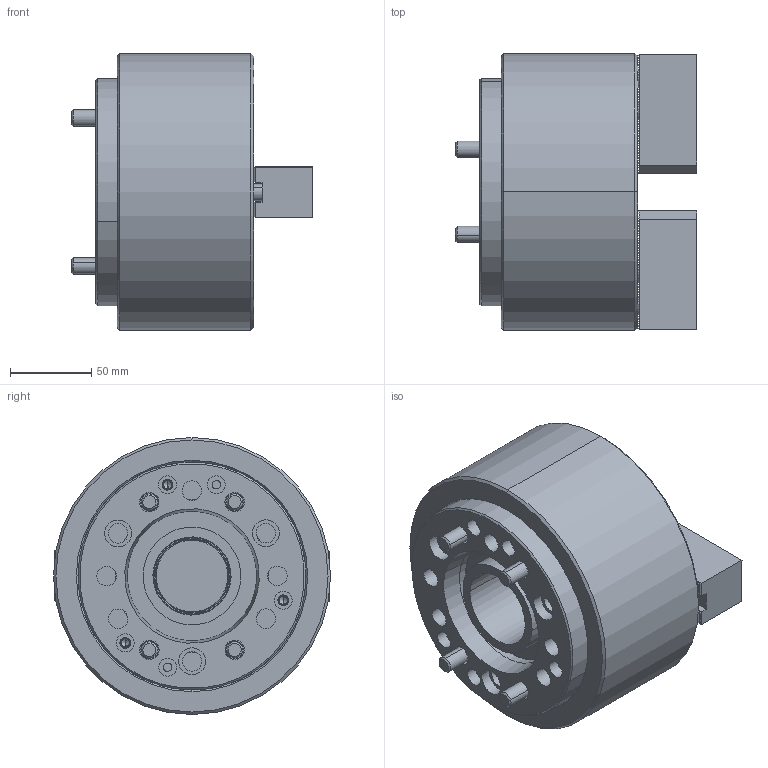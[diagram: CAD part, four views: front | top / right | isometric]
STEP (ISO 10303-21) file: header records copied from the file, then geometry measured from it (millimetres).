
FILE_DESCRIPTION (( 'STEP AP203' ), '1' );
FILE_NAME ('CF-2L-206A5.STEP', '2019-12-23T01:21:24', ( 'temp' ), ( '' ), 'SwSTEP 2.0', 'SolidWorks 2016', '' );
FILE_SCHEMA (( 'CONFIG_CONTROL_DESIGN' ));
Length unit declared in the file: millimetre
Products named in the file (10): CF-2L-206-05000; CF-2L-206-10000; 圓頭內六角螺栓_M10x25; 半圓頭六角孔螺栓_M5x8; SJ-06; 圓頭內六角螺栓_M10x100; 3L-06-12000-A5法蘭; CF-2L-206-01000; CF-2L-206A5; CF-2L-206-02000
Assembly tree (19 placements, depth 2):
  CF-2L-206A5
    CF-2L-206-01000
    CF-2L-206-02000
    CF-2L-206-05000
    CF-2L-206-10000
    圓頭內六角螺栓_M10x25  x4
    半圓頭六角孔螺栓_M5x8  x4
    SJ-06  x2
    圓頭內六角螺栓_M10x100  x4
    3L-06-12000-A5法蘭
Bounding box: 148 x 170 x 170 mm (x, y, z)
Volume: 1910580.4 mm3; surface area: 271927.2 mm2
Topology: 19 solids, 19 shells, 1390 faces, 3757 edges, 2418 vertices
Faces by surface type: plane 839, cylinder 408, cone 131, torus 12
Entity records: 24589 total; most frequent: CARTESIAN_POINT 4675, ORIENTED_EDGE 3974, DIRECTION 3769, EDGE_CURVE 1987, LINE 1339, VECTOR 1339, VERTEX_POINT 1297, AXIS2_PLACEMENT_3D 1215
